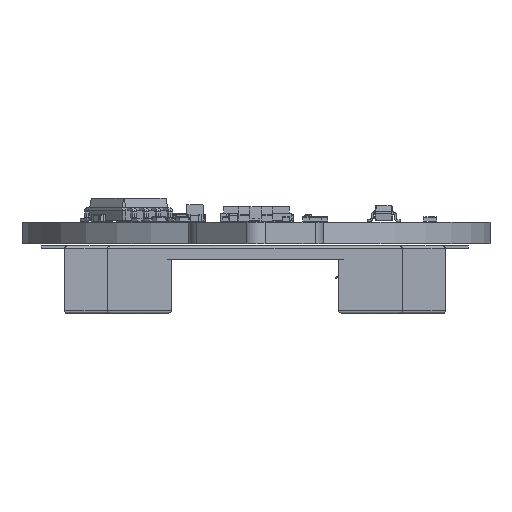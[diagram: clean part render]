
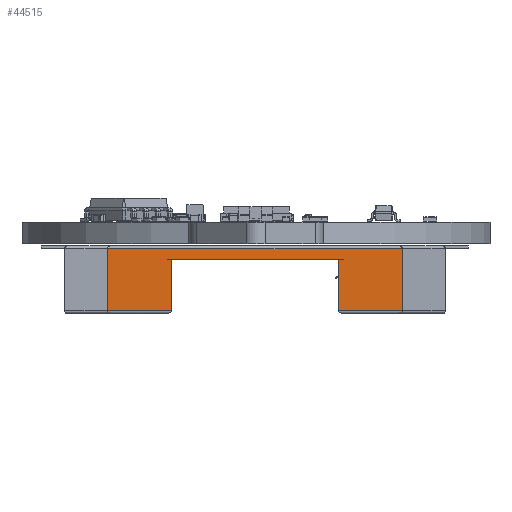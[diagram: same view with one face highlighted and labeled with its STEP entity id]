
A CAD part, front view. The second image highlights one B-rep face of the part: STEP entity #44515.
In plain terms, the highlighted face is planar.
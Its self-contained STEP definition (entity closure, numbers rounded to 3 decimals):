
#41673 = CYLINDRICAL_SURFACE('',#41674,10.135);
#41674 = AXIS2_PLACEMENT_3D('',#41675,#41676,#41677);
#41675 = CARTESIAN_POINT('',(0.,0.,1.1));
#41676 = DIRECTION('',(-0.,-0.,-1.));
#41677 = DIRECTION('',(1.,0.,0.));
#41701 = PLANE('',#41702);
#41702 = AXIS2_PLACEMENT_3D('',#41703,#41704,#41705);
#41703 = CARTESIAN_POINT('',(0.,0.,1.1)
  );
#41704 = DIRECTION('',(0.,0.,1.));
#41705 = DIRECTION('',(1.,0.,-0.));
#41729 = CYLINDRICAL_SURFACE('',#41730,10.135);
#41730 = AXIS2_PLACEMENT_3D('',#41731,#41732,#41733);
#41731 = CARTESIAN_POINT('',(0.,0.,1.1));
#41732 = DIRECTION('',(-0.,-0.,-1.));
#41733 = DIRECTION('',(1.,0.,0.));
#42261 = VERTEX_POINT('',#42262);
#42262 = CARTESIAN_POINT('',(6.222,8.,4.96));
#42339 = VERTEX_POINT('',#42340);
#42340 = CARTESIAN_POINT('',(6.222,8.,1.1));
#42362 = EDGE_CURVE('',#42261,#42339,#42363,.T.);
#42363 = SURFACE_CURVE('',#42364,(#42368,#42375),.PCURVE_S1.);
#42364 = LINE('',#42365,#42366);
#42365 = CARTESIAN_POINT('',(6.222,8.,1.1));
#42366 = VECTOR('',#42367,1.);
#42367 = DIRECTION('',(-0.,-0.,-1.));
#42368 = PCURVE('',#41729,#42369);
#42369 = DEFINITIONAL_REPRESENTATION('',(#42370),#42374);
#42370 = LINE('',#42371,#42372);
#42371 = CARTESIAN_POINT('',(5.373,0.));
#42372 = VECTOR('',#42373,1.);
#42373 = DIRECTION('',(0.,1.));
#42374 = ( GEOMETRIC_REPRESENTATION_CONTEXT(2) 
PARAMETRIC_REPRESENTATION_CONTEXT() REPRESENTATION_CONTEXT('2D SPACE',''
  ) );
#42375 = PCURVE('',#42376,#42381);
#42376 = PLANE('',#42377);
#42377 = AXIS2_PLACEMENT_3D('',#42378,#42379,#42380);
#42378 = CARTESIAN_POINT('',(11.,8.,0.1));
#42379 = DIRECTION('',(0.,-1.,0.));
#42380 = DIRECTION('',(-1.,0.,0.));
#42381 = DEFINITIONAL_REPRESENTATION('',(#42382),#42386);
#42382 = LINE('',#42383,#42384);
#42383 = CARTESIAN_POINT('',(4.778,-1.));
#42384 = VECTOR('',#42385,1.);
#42385 = DIRECTION('',(0.,1.));
#42386 = ( GEOMETRIC_REPRESENTATION_CONTEXT(2) 
PARAMETRIC_REPRESENTATION_CONTEXT() REPRESENTATION_CONTEXT('2D SPACE',''
  ) );
#42474 = EDGE_CURVE('',#42339,#42475,#42477,.T.);
#42475 = VERTEX_POINT('',#42476);
#42476 = CARTESIAN_POINT('',(-6.222,8.,1.1));
#42477 = SURFACE_CURVE('',#42478,(#42482,#42489),.PCURVE_S1.);
#42478 = LINE('',#42479,#42480);
#42479 = CARTESIAN_POINT('',(5.5,8.,1.1));
#42480 = VECTOR('',#42481,1.);
#42481 = DIRECTION('',(-1.,0.,0.));
#42482 = PCURVE('',#41701,#42483);
#42483 = DEFINITIONAL_REPRESENTATION('',(#42484),#42488);
#42484 = LINE('',#42485,#42486);
#42485 = CARTESIAN_POINT('',(5.5,8.));
#42486 = VECTOR('',#42487,1.);
#42487 = DIRECTION('',(-1.,0.));
#42488 = ( GEOMETRIC_REPRESENTATION_CONTEXT(2) 
PARAMETRIC_REPRESENTATION_CONTEXT() REPRESENTATION_CONTEXT('2D SPACE',''
  ) );
#42489 = PCURVE('',#42376,#42490);
#42490 = DEFINITIONAL_REPRESENTATION('',(#42491),#42495);
#42491 = LINE('',#42492,#42493);
#42492 = CARTESIAN_POINT('',(5.5,-1.));
#42493 = VECTOR('',#42494,1.);
#42494 = DIRECTION('',(1.,0.));
#42495 = ( GEOMETRIC_REPRESENTATION_CONTEXT(2) 
PARAMETRIC_REPRESENTATION_CONTEXT() REPRESENTATION_CONTEXT('2D SPACE',''
  ) );
#43211 = VERTEX_POINT('',#43212);
#43212 = CARTESIAN_POINT('',(-6.222,8.,4.96));
#43234 = EDGE_CURVE('',#43211,#42475,#43235,.T.);
#43235 = SURFACE_CURVE('',#43236,(#43240,#43247),.PCURVE_S1.);
#43236 = LINE('',#43237,#43238);
#43237 = CARTESIAN_POINT('',(-6.222,8.,1.1));
#43238 = VECTOR('',#43239,1.);
#43239 = DIRECTION('',(-0.,-0.,-1.));
#43240 = PCURVE('',#41673,#43241);
#43241 = DEFINITIONAL_REPRESENTATION('',(#43242),#43246);
#43242 = LINE('',#43243,#43244);
#43243 = CARTESIAN_POINT('',(4.051,0.));
#43244 = VECTOR('',#43245,1.);
#43245 = DIRECTION('',(0.,1.));
#43246 = ( GEOMETRIC_REPRESENTATION_CONTEXT(2) 
PARAMETRIC_REPRESENTATION_CONTEXT() REPRESENTATION_CONTEXT('2D SPACE',''
  ) );
#43247 = PCURVE('',#42376,#43248);
#43248 = DEFINITIONAL_REPRESENTATION('',(#43249),#43253);
#43249 = LINE('',#43250,#43251);
#43250 = CARTESIAN_POINT('',(17.222,-1.));
#43251 = VECTOR('',#43252,1.);
#43252 = DIRECTION('',(0.,1.));
#43253 = ( GEOMETRIC_REPRESENTATION_CONTEXT(2) 
PARAMETRIC_REPRESENTATION_CONTEXT() REPRESENTATION_CONTEXT('2D SPACE',''
  ) );
#43739 = CYLINDRICAL_SURFACE('',#43740,0.22);
#43740 = AXIS2_PLACEMENT_3D('',#43741,#43742,#43743);
#43741 = CARTESIAN_POINT('',(11.,7.78,4.96));
#43742 = DIRECTION('',(-1.,0.,0.));
#43743 = DIRECTION('',(0.,0.,1.));
#43899 = CYLINDRICAL_SURFACE('',#43900,0.22);
#43900 = AXIS2_PLACEMENT_3D('',#43901,#43902,#43903);
#43901 = CARTESIAN_POINT('',(11.,7.78,0.32));
#43902 = DIRECTION('',(-1.,0.,0.));
#43903 = DIRECTION('',(0.,0.,-1.));
#44515 = ADVANCED_FACE('',(#44516),#42376,.F.);
#44516 = FACE_BOUND('',#44517,.F.);
#44517 = EDGE_LOOP('',(#44518,#44548,#44569,#44570,#44571,#44572,#44600,
    #44628));
#44518 = ORIENTED_EDGE('',*,*,#44519,.T.);
#44519 = EDGE_CURVE('',#44520,#44522,#44524,.T.);
#44520 = VERTEX_POINT('',#44521);
#44521 = CARTESIAN_POINT('',(11.,8.,0.32));
#44522 = VERTEX_POINT('',#44523);
#44523 = CARTESIAN_POINT('',(11.,8.,4.96));
#44524 = SURFACE_CURVE('',#44525,(#44529,#44536),.PCURVE_S1.);
#44525 = LINE('',#44526,#44527);
#44526 = CARTESIAN_POINT('',(11.,8.,0.1));
#44527 = VECTOR('',#44528,1.);
#44528 = DIRECTION('',(0.,0.,1.));
#44529 = PCURVE('',#42376,#44530);
#44530 = DEFINITIONAL_REPRESENTATION('',(#44531),#44535);
#44531 = LINE('',#44532,#44533);
#44532 = CARTESIAN_POINT('',(0.,-0.));
#44533 = VECTOR('',#44534,1.);
#44534 = DIRECTION('',(0.,-1.));
#44535 = ( GEOMETRIC_REPRESENTATION_CONTEXT(2) 
PARAMETRIC_REPRESENTATION_CONTEXT() REPRESENTATION_CONTEXT('2D SPACE',''
  ) );
#44536 = PCURVE('',#44537,#44542);
#44537 = PLANE('',#44538);
#44538 = AXIS2_PLACEMENT_3D('',#44539,#44540,#44541);
#44539 = CARTESIAN_POINT('',(11.,-8.,0.1));
#44540 = DIRECTION('',(-1.,0.,0.));
#44541 = DIRECTION('',(0.,1.,0.));
#44542 = DEFINITIONAL_REPRESENTATION('',(#44543),#44547);
#44543 = LINE('',#44544,#44545);
#44544 = CARTESIAN_POINT('',(16.,0.));
#44545 = VECTOR('',#44546,1.);
#44546 = DIRECTION('',(0.,-1.));
#44547 = ( GEOMETRIC_REPRESENTATION_CONTEXT(2) 
PARAMETRIC_REPRESENTATION_CONTEXT() REPRESENTATION_CONTEXT('2D SPACE',''
  ) );
#44548 = ORIENTED_EDGE('',*,*,#44549,.T.);
#44549 = EDGE_CURVE('',#44522,#42261,#44550,.T.);
#44550 = SURFACE_CURVE('',#44551,(#44555,#44562),.PCURVE_S1.);
#44551 = LINE('',#44552,#44553);
#44552 = CARTESIAN_POINT('',(11.,8.,4.96));
#44553 = VECTOR('',#44554,1.);
#44554 = DIRECTION('',(-1.,0.,0.));
#44555 = PCURVE('',#42376,#44556);
#44556 = DEFINITIONAL_REPRESENTATION('',(#44557),#44561);
#44557 = LINE('',#44558,#44559);
#44558 = CARTESIAN_POINT('',(0.,-4.86));
#44559 = VECTOR('',#44560,1.);
#44560 = DIRECTION('',(1.,0.));
#44561 = ( GEOMETRIC_REPRESENTATION_CONTEXT(2) 
PARAMETRIC_REPRESENTATION_CONTEXT() REPRESENTATION_CONTEXT('2D SPACE',''
  ) );
#44562 = PCURVE('',#43739,#44563);
#44563 = DEFINITIONAL_REPRESENTATION('',(#44564),#44568);
#44564 = LINE('',#44565,#44566);
#44565 = CARTESIAN_POINT('',(1.571,0.));
#44566 = VECTOR('',#44567,1.);
#44567 = DIRECTION('',(0.,1.));
#44568 = ( GEOMETRIC_REPRESENTATION_CONTEXT(2) 
PARAMETRIC_REPRESENTATION_CONTEXT() REPRESENTATION_CONTEXT('2D SPACE',''
  ) );
#44569 = ORIENTED_EDGE('',*,*,#42362,.T.);
#44570 = ORIENTED_EDGE('',*,*,#42474,.T.);
#44571 = ORIENTED_EDGE('',*,*,#43234,.F.);
#44572 = ORIENTED_EDGE('',*,*,#44573,.T.);
#44573 = EDGE_CURVE('',#43211,#44574,#44576,.T.);
#44574 = VERTEX_POINT('',#44575);
#44575 = CARTESIAN_POINT('',(-11.,8.,4.96));
#44576 = SURFACE_CURVE('',#44577,(#44581,#44588),.PCURVE_S1.);
#44577 = LINE('',#44578,#44579);
#44578 = CARTESIAN_POINT('',(-6.222,8.,4.96));
#44579 = VECTOR('',#44580,1.);
#44580 = DIRECTION('',(-1.,0.,0.));
#44581 = PCURVE('',#42376,#44582);
#44582 = DEFINITIONAL_REPRESENTATION('',(#44583),#44587);
#44583 = LINE('',#44584,#44585);
#44584 = CARTESIAN_POINT('',(17.222,-4.86));
#44585 = VECTOR('',#44586,1.);
#44586 = DIRECTION('',(1.,0.));
#44587 = ( GEOMETRIC_REPRESENTATION_CONTEXT(2) 
PARAMETRIC_REPRESENTATION_CONTEXT() REPRESENTATION_CONTEXT('2D SPACE',''
  ) );
#44588 = PCURVE('',#44589,#44594);
#44589 = CYLINDRICAL_SURFACE('',#44590,0.22);
#44590 = AXIS2_PLACEMENT_3D('',#44591,#44592,#44593);
#44591 = CARTESIAN_POINT('',(-6.222,7.78,4.96));
#44592 = DIRECTION('',(-1.,0.,0.));
#44593 = DIRECTION('',(0.,0.,1.));
#44594 = DEFINITIONAL_REPRESENTATION('',(#44595),#44599);
#44595 = LINE('',#44596,#44597);
#44596 = CARTESIAN_POINT('',(1.571,0.));
#44597 = VECTOR('',#44598,1.);
#44598 = DIRECTION('',(0.,1.));
#44599 = ( GEOMETRIC_REPRESENTATION_CONTEXT(2) 
PARAMETRIC_REPRESENTATION_CONTEXT() REPRESENTATION_CONTEXT('2D SPACE',''
  ) );
#44600 = ORIENTED_EDGE('',*,*,#44601,.F.);
#44601 = EDGE_CURVE('',#44602,#44574,#44604,.T.);
#44602 = VERTEX_POINT('',#44603);
#44603 = CARTESIAN_POINT('',(-11.,8.,0.32));
#44604 = SURFACE_CURVE('',#44605,(#44609,#44616),.PCURVE_S1.);
#44605 = LINE('',#44606,#44607);
#44606 = CARTESIAN_POINT('',(-11.,8.,0.1));
#44607 = VECTOR('',#44608,1.);
#44608 = DIRECTION('',(0.,0.,1.));
#44609 = PCURVE('',#42376,#44610);
#44610 = DEFINITIONAL_REPRESENTATION('',(#44611),#44615);
#44611 = LINE('',#44612,#44613);
#44612 = CARTESIAN_POINT('',(22.,0.));
#44613 = VECTOR('',#44614,1.);
#44614 = DIRECTION('',(0.,-1.));
#44615 = ( GEOMETRIC_REPRESENTATION_CONTEXT(2) 
PARAMETRIC_REPRESENTATION_CONTEXT() REPRESENTATION_CONTEXT('2D SPACE',''
  ) );
#44616 = PCURVE('',#44617,#44622);
#44617 = PLANE('',#44618);
#44618 = AXIS2_PLACEMENT_3D('',#44619,#44620,#44621);
#44619 = CARTESIAN_POINT('',(-11.,8.,0.1));
#44620 = DIRECTION('',(1.,0.,0.));
#44621 = DIRECTION('',(0.,-1.,0.));
#44622 = DEFINITIONAL_REPRESENTATION('',(#44623),#44627);
#44623 = LINE('',#44624,#44625);
#44624 = CARTESIAN_POINT('',(0.,0.));
#44625 = VECTOR('',#44626,1.);
#44626 = DIRECTION('',(0.,-1.));
#44627 = ( GEOMETRIC_REPRESENTATION_CONTEXT(2) 
PARAMETRIC_REPRESENTATION_CONTEXT() REPRESENTATION_CONTEXT('2D SPACE',''
  ) );
#44628 = ORIENTED_EDGE('',*,*,#44629,.F.);
#44629 = EDGE_CURVE('',#44520,#44602,#44630,.T.);
#44630 = SURFACE_CURVE('',#44631,(#44635,#44642),.PCURVE_S1.);
#44631 = LINE('',#44632,#44633);
#44632 = CARTESIAN_POINT('',(11.,8.,0.32));
#44633 = VECTOR('',#44634,1.);
#44634 = DIRECTION('',(-1.,0.,0.));
#44635 = PCURVE('',#42376,#44636);
#44636 = DEFINITIONAL_REPRESENTATION('',(#44637),#44641);
#44637 = LINE('',#44638,#44639);
#44638 = CARTESIAN_POINT('',(0.,-0.22));
#44639 = VECTOR('',#44640,1.);
#44640 = DIRECTION('',(1.,0.));
#44641 = ( GEOMETRIC_REPRESENTATION_CONTEXT(2) 
PARAMETRIC_REPRESENTATION_CONTEXT() REPRESENTATION_CONTEXT('2D SPACE',''
  ) );
#44642 = PCURVE('',#43899,#44643);
#44643 = DEFINITIONAL_REPRESENTATION('',(#44644),#44648);
#44644 = LINE('',#44645,#44646);
#44645 = CARTESIAN_POINT('',(4.712,0.));
#44646 = VECTOR('',#44647,1.);
#44647 = DIRECTION('',(0.,1.));
#44648 = ( GEOMETRIC_REPRESENTATION_CONTEXT(2) 
PARAMETRIC_REPRESENTATION_CONTEXT() REPRESENTATION_CONTEXT('2D SPACE',''
  ) );
